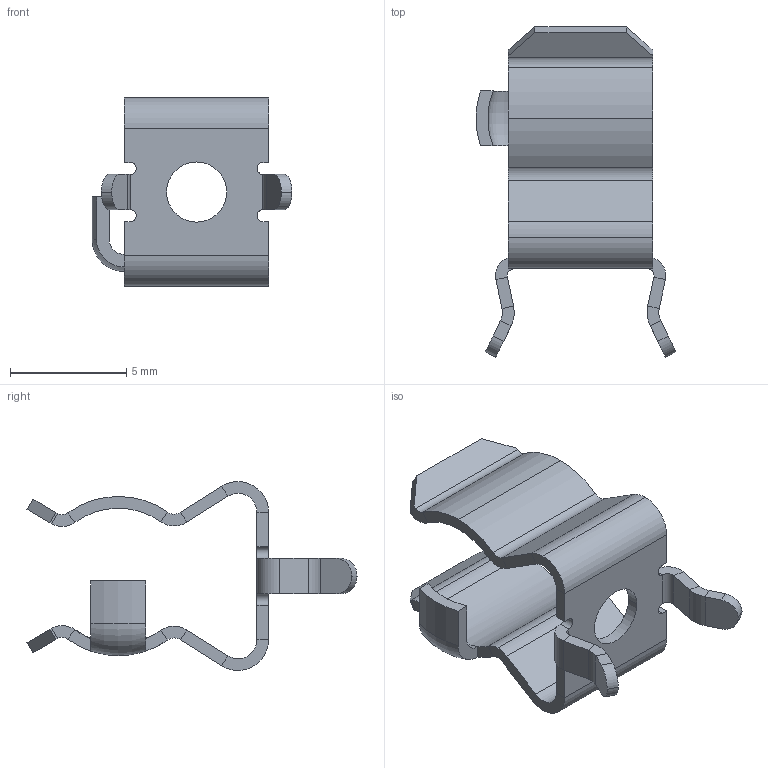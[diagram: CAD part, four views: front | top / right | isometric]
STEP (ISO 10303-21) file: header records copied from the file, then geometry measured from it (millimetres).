
FILE_DESCRIPTION (( 'STEP AP214' ), '1' );
FILE_NAME ('Snap-In PC Fuse Clip.STEP', '2023-09-07T00:49:38', ( '' ), ( '' ), 'SwSTEP 2.0', 'SolidWorks 2021', '' );
FILE_SCHEMA (( 'AUTOMOTIVE_DESIGN' ));
Length unit declared in the file: inch
Products named in the file (1): Snap-In PC Fuse Clip
Bounding box: 8.62 x 14.22 x 8.14 mm (x, y, z)
Volume: 96.3 mm3; surface area: 431.3 mm2
Topology: 1 solids, 1 shells, 136 faces, 315 edges, 182 vertices
Faces by surface type: plane 88, cylinder 46, torus 2
Entity records: 3815 total; most frequent: DIRECTION 689, CARTESIAN_POINT 646, ORIENTED_EDGE 630, EDGE_CURVE 315, AXIS2_PLACEMENT_3D 241, VECTOR 207, LINE 207, VERTEX_POINT 182
